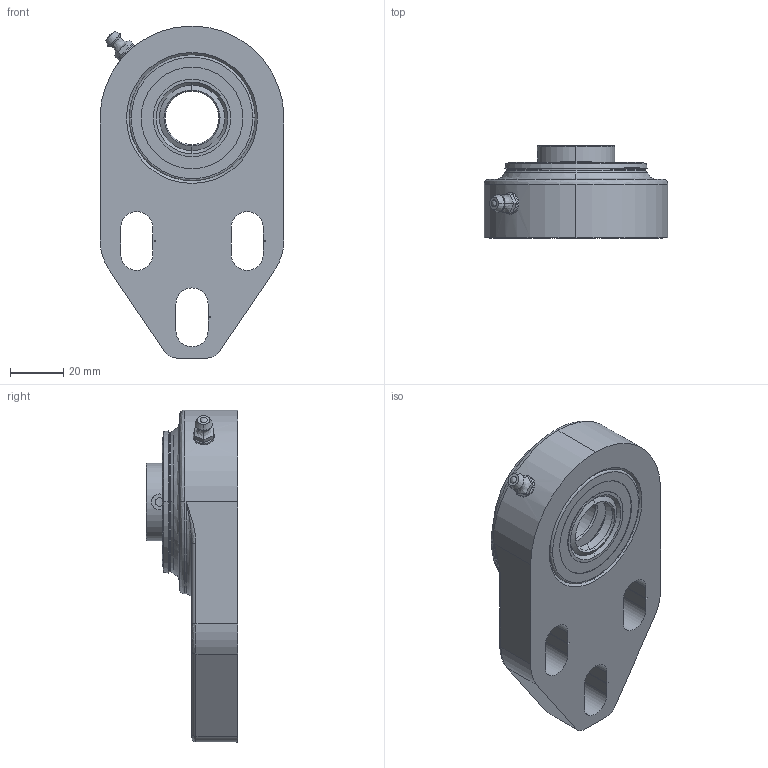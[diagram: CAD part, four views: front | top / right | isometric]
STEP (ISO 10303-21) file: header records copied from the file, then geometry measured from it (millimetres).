
FILE_DESCRIPTION (( 'STEP AP214' ), '1' );
FILE_NAME ('Rexnord-UCFB - HCFB-UCFB 204-601613N.STEP', '2019-02-06T09:41:53', ( '' ), ( '' ), 'SwSTEP 2.0', 'SolidWorks 2019', '' );
FILE_SCHEMA (( 'AUTOMOTIVE_DESIGN' ));
Length unit declared in the file: millimetre
Products named in the file (2): Rexnord-UCFB - HCFB-UCFB 204-601613N; 20
Assembly tree (1 placements, depth 2):
  Rexnord-UCFB - HCFB-UCFB 204-601613N
    20
Bounding box: 68.8 x 34.36 x 124.2 mm (x, y, z)
Surface area: 35020 mm2 (no closed solid volume)
Topology: 0 solids, 6 shells, 262 faces, 647 edges, 414 vertices
Faces by surface type: plane 101, cylinder 79, bspline 42, cone 40
Entity records: 11220 total; most frequent: CARTESIAN_POINT 3137, DIRECTION 1307, ORIENTED_EDGE 1257, EDGE_CURVE 639, AXIS2_PLACEMENT_3D 507, VERTEX_POINT 414, EDGE_LOOP 300, LINE 293
